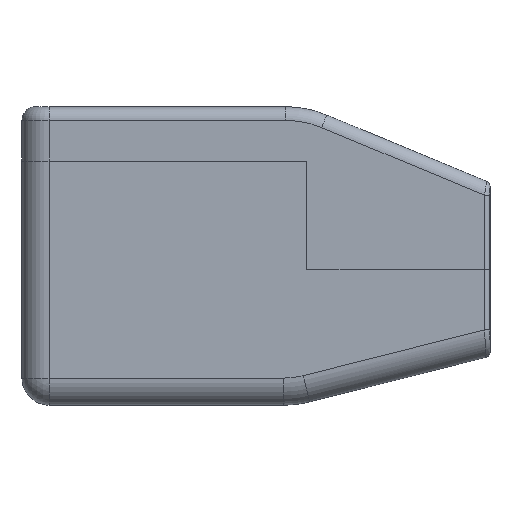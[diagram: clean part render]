
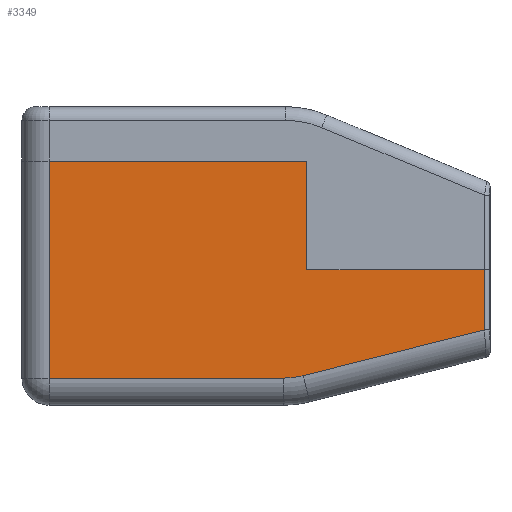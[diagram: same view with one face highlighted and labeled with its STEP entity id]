
A CAD part, left-side view. The second image highlights one B-rep face of the part: STEP entity #3349.
In plain terms, the highlighted planar face has unit normal (-1, 0, 0).
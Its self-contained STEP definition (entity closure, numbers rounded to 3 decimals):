
#3277=CARTESIAN_POINT('',(1.,2.,14.5));
#3278=DIRECTION('',(-1.,0.,0.));
#3279=DIRECTION('',(0.,0.,1.));
#3280=AXIS2_PLACEMENT_3D('',#3277,#3278,#3279);
#3281=PLANE('',#3280);
#3282=CARTESIAN_POINT('',(1.,14.375,2.183));
#3283=VERTEX_POINT('',#3282);
#3284=CARTESIAN_POINT('',(1.,1.,5.562));
#3285=VERTEX_POINT('',#3284);
#3286=CARTESIAN_POINT('',(1.,14.375,2.183));
#3287=DIRECTION('',(0.,-0.97,0.245));
#3288=VECTOR('',#3287,13.796);
#3289=LINE('',#3286,#3288);
#3290=EDGE_CURVE('',#3283,#3285,#3289,.T.);
#3291=ORIENTED_EDGE('',*,*,#3290,.T.);
#3292=CARTESIAN_POINT('',(1.,1.,10.));
#3293=VERTEX_POINT('',#3292);
#3294=CARTESIAN_POINT('',(1.,1.,5.562));
#3295=DIRECTION('',(-0.,0.,1.));
#3296=VECTOR('',#3295,4.438);
#3297=LINE('',#3294,#3296);
#3298=EDGE_CURVE('',#3285,#3293,#3297,.T.);
#3299=ORIENTED_EDGE('',*,*,#3298,.T.);
#3300=CARTESIAN_POINT('',(1.,14.1,10.));
#3301=VERTEX_POINT('',#3300);
#3302=CARTESIAN_POINT('',(1.,14.1,10.));
#3303=DIRECTION('',(0.,-1.,0.));
#3304=VECTOR('',#3303,13.1);
#3305=LINE('',#3302,#3304);
#3306=EDGE_CURVE('',#3301,#3293,#3305,.T.);
#3307=ORIENTED_EDGE('',*,*,#3306,.F.);
#3308=CARTESIAN_POINT('',(1.,14.1,18.));
#3309=VERTEX_POINT('',#3308);
#3310=CARTESIAN_POINT('',(1.,14.1,18.));
#3311=DIRECTION('',(0.,0.,-1.));
#3312=VECTOR('',#3311,8.);
#3313=LINE('',#3310,#3312);
#3314=EDGE_CURVE('',#3309,#3301,#3313,.T.);
#3315=ORIENTED_EDGE('',*,*,#3314,.F.);
#3316=CARTESIAN_POINT('',(1.,33.1,18.));
#3317=VERTEX_POINT('',#3316);
#3318=CARTESIAN_POINT('',(1.,14.1,18.));
#3319=DIRECTION('',(0.,1.,0.));
#3320=VECTOR('',#3319,19.);
#3321=LINE('',#3318,#3320);
#3322=EDGE_CURVE('',#3309,#3317,#3321,.T.);
#3323=ORIENTED_EDGE('',*,*,#3322,.T.);
#3324=CARTESIAN_POINT('',(1.,33.1,2.));
#3325=VERTEX_POINT('',#3324);
#3326=CARTESIAN_POINT('',(1.,33.1,18.));
#3327=DIRECTION('',(0.,0.,-1.));
#3328=VECTOR('',#3327,16.);
#3329=LINE('',#3326,#3328);
#3330=EDGE_CURVE('',#3317,#3325,#3329,.T.);
#3331=ORIENTED_EDGE('',*,*,#3330,.T.);
#3332=CARTESIAN_POINT('',(1.,15.845,2.));
#3333=VERTEX_POINT('',#3332);
#3334=CARTESIAN_POINT('',(1.,33.1,2.));
#3335=DIRECTION('',(-0.,-1.,0.));
#3336=VECTOR('',#3335,17.255);
#3337=LINE('',#3334,#3336);
#3338=EDGE_CURVE('',#3325,#3333,#3337,.T.);
#3339=ORIENTED_EDGE('',*,*,#3338,.T.);
#3340=CARTESIAN_POINT('',(1.,15.845,8.));
#3341=DIRECTION('',(-1.,0.,0.));
#3342=DIRECTION('',(0.,0.,1.));
#3343=AXIS2_PLACEMENT_3D('',#3340,#3341,#3342);
#3344=CIRCLE('',#3343,6.);
#3345=EDGE_CURVE('',#3333,#3283,#3344,.T.);
#3346=ORIENTED_EDGE('',*,*,#3345,.T.);
#3347=EDGE_LOOP('',(#3291,#3299,#3307,#3315,#3323,#3331,#3339,#3346));
#3348=FACE_BOUND('',#3347,.T.);
#3349=ADVANCED_FACE('',(#3348),#3281,.T.);
